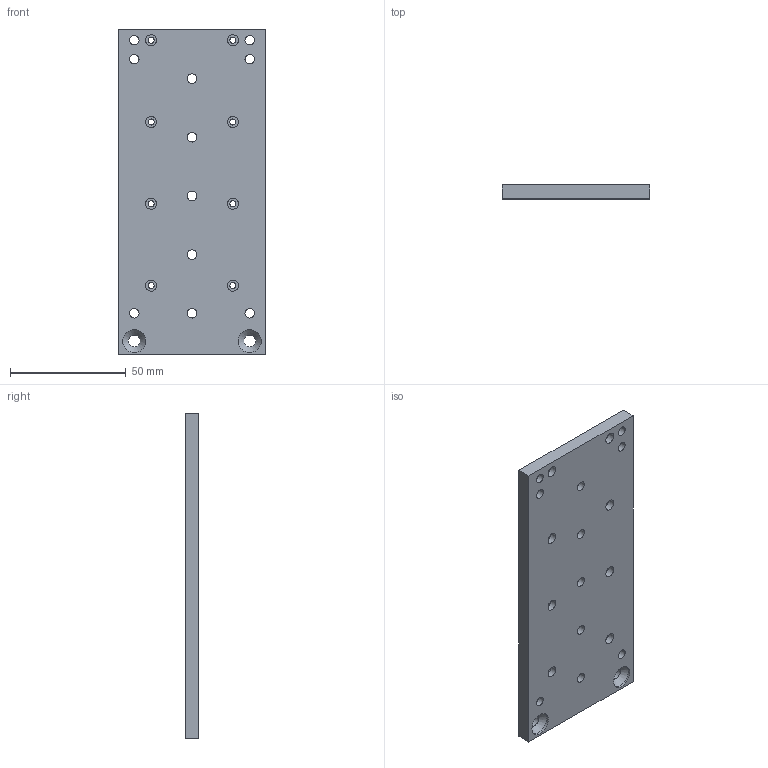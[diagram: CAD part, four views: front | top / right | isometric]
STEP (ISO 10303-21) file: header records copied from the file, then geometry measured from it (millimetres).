
FILE_DESCRIPTION( ( 'Unknown' ), '1' );
FILE_NAME( 'S01176_R0_560970-A_560970V3_Platte.stp', 'Unknown', ( 'Schwinghammer Vitus' ), ( 'Vieweg' ), 'PSStep 17.0.49', 'Solid Edge ST6', ' ' );
FILE_SCHEMA( ( 'AUTOMOTIVE_DESIGN { 1 0 10303 214 1 1 1 1 }' ) );
Length unit declared in the file: millimetre
Products named in the file (1): 1
Bounding box: 64 x 6 x 141 mm (x, y, z)
Volume: 52203.9 mm3; surface area: 21653.2 mm2
Topology: 1 solids, 1 shells, 47 faces, 117 edges, 80 vertices
Faces by surface type: cylinder 31, plane 14, cone 2
Full cylindrical faces by diameter (mm): 2.6 x8, 4.134 x11, 4.8 x8, 5.2 x2, 10 x2
Entity records: 1662 total; most frequent: DIRECTION 232, CARTESIAN_POINT 192, ORIENTED_EDGE 148, EDGE_LOOP 130, AXIS2_PLACEMENT_3D 110, FACE_OUTER_BOUND 78, EDGE_CURVE 74, VERTEX_POINT 70
